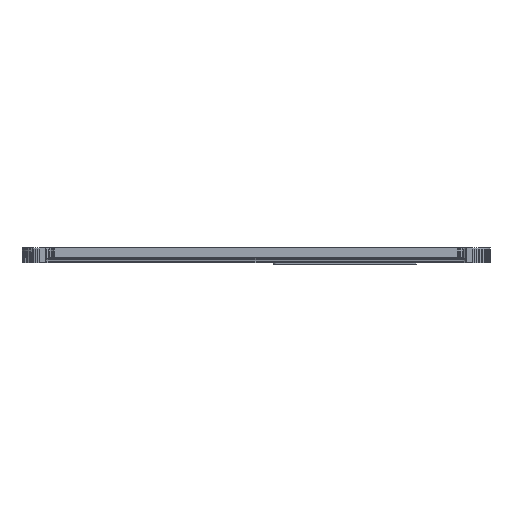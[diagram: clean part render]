
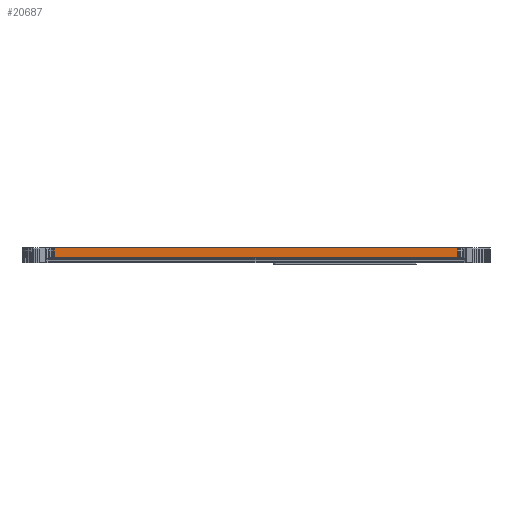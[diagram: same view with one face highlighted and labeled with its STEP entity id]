
A CAD part, front view. The second image highlights one B-rep face of the part: STEP entity #20687.
In plain terms, the highlighted planar face has unit normal (0, -1, 0).
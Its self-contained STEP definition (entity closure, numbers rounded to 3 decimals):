
#1640 = VERTEX_POINT('',#1641);
#1641 = CARTESIAN_POINT('',(-23.3,-18.477,
    1.855));
#1647 = EDGE_CURVE('',#1648,#1640,#1650,.T.);
#1648 = VERTEX_POINT('',#1649);
#1649 = CARTESIAN_POINT('',(23.3,-18.477,
    1.855));
#1650 = LINE('',#1651,#1652);
#1651 = CARTESIAN_POINT('',(23.3,-18.477,
    1.855));
#1652 = VECTOR('',#1653,1.);
#1653 = DIRECTION('',(-1.,0.,0.));
#20615 = EDGE_CURVE('',#1648,#20616,#20618,.T.);
#20616 = VERTEX_POINT('',#20617);
#20617 = CARTESIAN_POINT('',(23.3,-18.477,
    0.8));
#20618 = LINE('',#20619,#20620);
#20619 = CARTESIAN_POINT('',(23.3,-18.477,
    1.855));
#20620 = VECTOR('',#20621,1.);
#20621 = DIRECTION('',(0.,0.,-1.));
#20687 = ADVANCED_FACE('',(#20688),#20706,.T.);
#20688 = FACE_BOUND('',#20689,.T.);
#20689 = EDGE_LOOP('',(#20690,#20691,#20692,#20700));
#20690 = ORIENTED_EDGE('',*,*,#20615,.F.);
#20691 = ORIENTED_EDGE('',*,*,#1647,.T.);
#20692 = ORIENTED_EDGE('',*,*,#20693,.F.);
#20693 = EDGE_CURVE('',#20694,#1640,#20696,.T.);
#20694 = VERTEX_POINT('',#20695);
#20695 = CARTESIAN_POINT('',(-23.3,-18.477,
    0.8));
#20696 = LINE('',#20697,#20698);
#20697 = CARTESIAN_POINT('',(-23.3,-18.477,
    0.8));
#20698 = VECTOR('',#20699,1.);
#20699 = DIRECTION('',(0.,0.,1.));
#20700 = ORIENTED_EDGE('',*,*,#20701,.T.);
#20701 = EDGE_CURVE('',#20694,#20616,#20702,.T.);
#20702 = LINE('',#20703,#20704);
#20703 = CARTESIAN_POINT('',(-23.3,-18.477,
    0.8));
#20704 = VECTOR('',#20705,1.);
#20705 = DIRECTION('',(1.,0.,0.));
#20706 = PLANE('',#20707);
#20707 = AXIS2_PLACEMENT_3D('',#20708,#20709,#20710);
#20708 = CARTESIAN_POINT('',(0.,-18.477,1.327));
#20709 = DIRECTION('',(-0.,-1.,-0.));
#20710 = DIRECTION('',(0.,0.,-1.));
